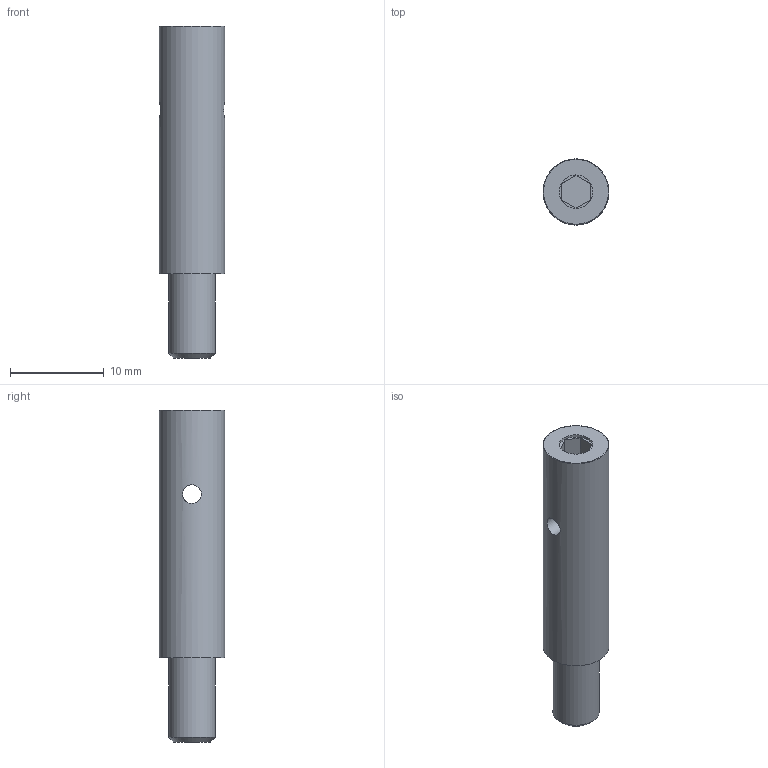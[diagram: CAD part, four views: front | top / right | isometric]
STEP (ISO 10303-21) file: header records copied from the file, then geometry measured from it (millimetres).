
FILE_DESCRIPTION(/* description */ ('Unknown'),/* implementation_level */ '2;1');
FILE_NAME(/* name */ 'F03J148235_00',/* time_stamp */ '2023-07-18T11:41:04+02:00',/* author */ ('Unknown'),/* organization */ ('Unknown'),/* preprocessor_version */ 'ST-DEVELOPER v18.1',/* originating_system */ 'Solid Edge',/* authorisation */ 'Unknown');
FILE_SCHEMA (('AUTOMOTIVE_DESIGN {1 0 10303 214 3 1 1}'));
Length unit declared in the file: millimetre
Products named in the file (1): F03J148235_XKOT0000088157
Bounding box: 7.04 x 7.04 x 35.5 mm (x, y, z)
Volume: 1144.8 mm3; surface area: 889.1 mm2
Topology: 1 solids, 1 shells, 17 faces, 38 edges, 25 vertices
Faces by surface type: plane 11, cylinder 4, cone 1, torus 1
Full cylindrical faces by diameter (mm): 2 x1, 3.6 x1, 5 x1, 7.04 x1
Entity records: 573 total; most frequent: CARTESIAN_POINT 88, DIRECTION 70, ORIENTED_EDGE 56, EDGE_CURVE 28, EDGE_LOOP 28, FACE_BOUND 28, AXIS2_PLACEMENT_3D 26, VERTEX_POINT 22
